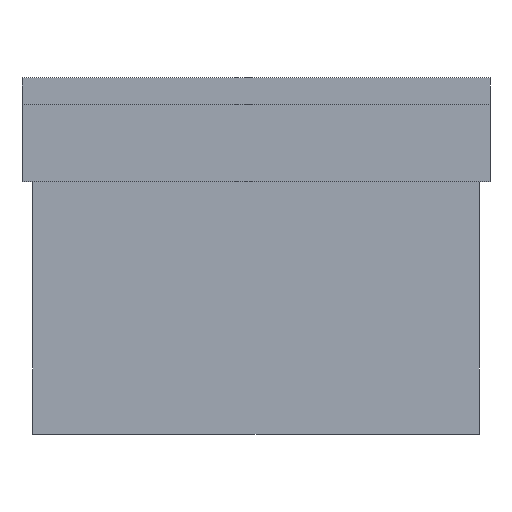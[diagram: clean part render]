
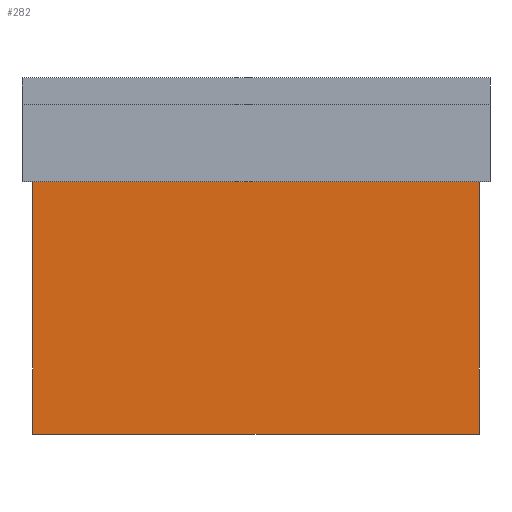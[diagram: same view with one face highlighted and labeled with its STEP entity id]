
A CAD part, front view. The second image highlights one B-rep face of the part: STEP entity #282.
In plain terms, the highlighted planar face has unit normal (0, -1, 0).
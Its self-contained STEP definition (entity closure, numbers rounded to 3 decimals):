
#76=ORIENTED_EDGE('',*,*,#119,.T.);
#77=ORIENTED_EDGE('',*,*,#123,.F.);
#78=ORIENTED_EDGE('',*,*,#124,.F.);
#79=ORIENTED_EDGE('',*,*,#120,.T.);
#119=EDGE_CURVE('',#145,#147,#179,.T.);
#120=EDGE_CURVE('',#148,#145,#180,.T.);
#123=EDGE_CURVE('',#150,#147,#183,.T.);
#124=EDGE_CURVE('',#148,#150,#184,.T.);
#145=VERTEX_POINT('',#434);
#147=VERTEX_POINT('',#438);
#148=VERTEX_POINT('',#443);
#150=VERTEX_POINT('',#449);
#179=LINE('',#439,#215);
#180=LINE('',#442,#216);
#183=LINE('',#448,#219);
#184=LINE('',#450,#220);
#215=VECTOR('',#361,1000.);
#216=VECTOR('',#366,1000.);
#219=VECTOR('',#371,1000.);
#220=VECTOR('',#372,1000.);
#236=EDGE_LOOP('',(#76,#77,#78,#79));
#252=FACE_BOUND('',#236,.T.);
#267=PLANE('',#310);
#282=ADVANCED_FACE('',(#252),#267,.F.);
#310=AXIS2_PLACEMENT_3D('',#447,#369,#370);
#361=DIRECTION('',(-1.,0.,0.));
#366=DIRECTION('',(0.,0.,1.));
#369=DIRECTION('',(0.,1.,0.));
#370=DIRECTION('',(0.,0.,1.));
#371=DIRECTION('',(0.,0.,1.));
#372=DIRECTION('',(-1.,0.,0.));
#434=CARTESIAN_POINT('',(84.,-10.,-39.));
#438=CARTESIAN_POINT('',(-84.,-10.,-39.));
#439=CARTESIAN_POINT('',(84.,-10.,-39.));
#442=CARTESIAN_POINT('',(84.,-10.,-134.));
#443=CARTESIAN_POINT('',(84.,-10.,-134.));
#447=CARTESIAN_POINT('',(84.,-10.,-134.));
#448=CARTESIAN_POINT('',(-84.,-10.,-134.));
#449=CARTESIAN_POINT('',(-84.,-10.,-134.));
#450=CARTESIAN_POINT('',(84.,-10.,-134.));
